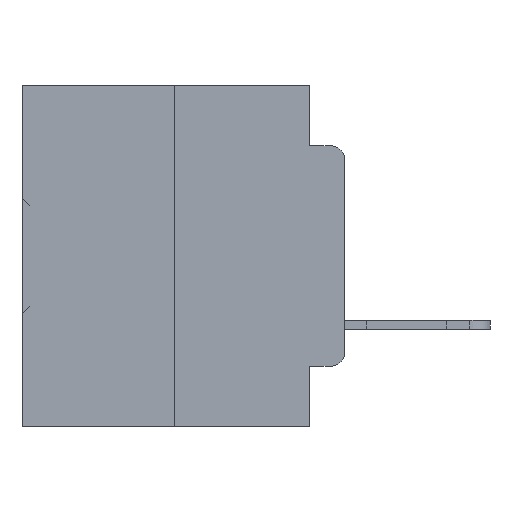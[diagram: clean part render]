
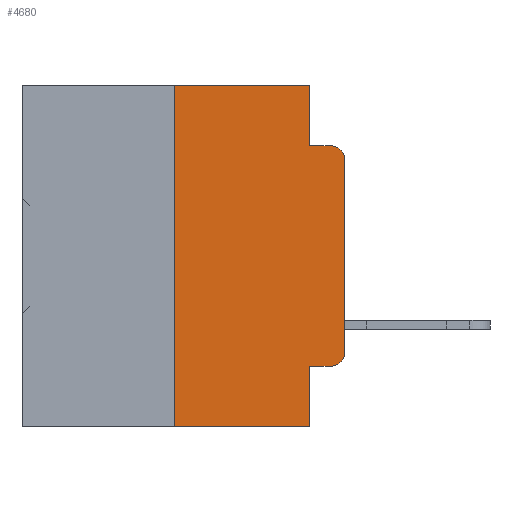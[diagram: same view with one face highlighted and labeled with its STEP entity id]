
A CAD part, left-side view. The second image highlights one B-rep face of the part: STEP entity #4680.
In plain terms, the highlighted planar face has unit normal (-1, 0, 0).
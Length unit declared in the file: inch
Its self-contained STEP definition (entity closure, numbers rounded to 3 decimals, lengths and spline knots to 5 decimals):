
#99 = LINE ( 'NONE', #22505, #15905 ) ;
#947 = LINE ( 'NONE', #5167, #3023 ) ;
#3023 = VECTOR ( 'NONE', #8339, 39.37008 ) ;
#3183 = CARTESIAN_POINT ( 'NONE',  ( 0., 0.473, -0.5 ) ) ;
#3577 = VERTEX_POINT ( 'NONE', #32000 ) ;
#3860 = DIRECTION ( 'NONE',  ( -1., 0., 0. ) ) ;
#3897 = DIRECTION ( 'NONE',  ( 0., 0., -1. ) ) ;
#3955 = CARTESIAN_POINT ( 'NONE',  ( 0., 0.02, -0.3915 ) ) ;
#4384 = CARTESIAN_POINT ( 'NONE',  ( 0., 0.051, -0.4115 ) ) ;
#4680 = ADVANCED_FACE ( 'NONE', ( #37626 ), #14485, .F. ) ;
#4837 = LINE ( 'NONE', #32577, #28186 ) ;
#5167 = CARTESIAN_POINT ( 'NONE',  ( 0., 0.051, -0.4115 ) ) ;
#7009 = CARTESIAN_POINT ( 'NONE',  ( 0., 0.473, 0. ) ) ;
#7429 = VERTEX_POINT ( 'NONE', #9223 ) ;
#7455 = CARTESIAN_POINT ( 'NONE',  ( 0., 0.02, -0.1085 ) ) ;
#8063 = VERTEX_POINT ( 'NONE', #26404 ) ;
#8279 = CIRCLE ( 'NONE', #31243, 0.02 ) ;
#8339 = DIRECTION ( 'NONE',  ( 0., -1., 0. ) ) ;
#9223 = CARTESIAN_POINT ( 'NONE',  ( 0., 0.25, -0.5 ) ) ;
#9282 = VECTOR ( 'NONE', #9827, 39.37008 ) ;
#9666 = EDGE_CURVE ( 'NONE', #27287, #3577, #31756, .T. ) ;
#9827 = DIRECTION ( 'NONE',  ( 0., -1., 0. ) ) ;
#10261 = LINE ( 'NONE', #25085, #9282 ) ;
#10611 = DIRECTION ( 'NONE',  ( 0., 0., -1. ) ) ;
#10715 = EDGE_CURVE ( 'NONE', #35549, #16468, #26395, .T. ) ;
#10804 = VECTOR ( 'NONE', #24787, 39.37008 ) ;
#11882 = VERTEX_POINT ( 'NONE', #36789 ) ;
#12294 = EDGE_CURVE ( 'NONE', #16468, #36104, #99, .T. ) ;
#13897 = LINE ( 'NONE', #7009, #14878 ) ;
#13956 = DIRECTION ( 'NONE',  ( 0., 0., -1. ) ) ;
#14016 = DIRECTION ( 'NONE',  ( 1., 0., 0. ) ) ;
#14063 = CARTESIAN_POINT ( 'NONE',  ( 0., 0.473, 0. ) ) ;
#14485 = PLANE ( 'NONE',  #14994 ) ;
#14878 = VECTOR ( 'NONE', #28235, 39.37008 ) ;
#14994 = AXIS2_PLACEMENT_3D ( 'NONE', #14063, #14016, #13956 ) ;
#15122 = EDGE_CURVE ( 'NONE', #7429, #32519, #4837, .T. ) ;
#15905 = VECTOR ( 'NONE', #22244, 39.37008 ) ;
#16129 = VECTOR ( 'NONE', #32602, 39.37008 ) ;
#16468 = VERTEX_POINT ( 'NONE', #23276 ) ;
#16733 = CARTESIAN_POINT ( 'NONE',  ( 0., 0., -0.1085 ) ) ;
#17194 = EDGE_CURVE ( 'NONE', #32519, #24853, #13897, .T. ) ;
#19199 = EDGE_CURVE ( 'NONE', #24853, #8063, #29153, .T. ) ;
#20298 = CARTESIAN_POINT ( 'NONE',  ( 0., 0.02, -0.4115 ) ) ;
#20842 = EDGE_CURVE ( 'NONE', #7429, #3577, #26906, .T. ) ;
#20979 = ORIENTED_EDGE ( 'NONE', *, *, #10715, .T. ) ;
#21338 = VECTOR ( 'NONE', #23213, 39.37008 ) ;
#21794 = AXIS2_PLACEMENT_3D ( 'NONE', #3955, #3860, #3897 ) ;
#22244 = DIRECTION ( 'NONE',  ( 0., 0., 1. ) ) ;
#22505 = CARTESIAN_POINT ( 'NONE',  ( 0., 0., 0. ) ) ;
#22657 = ORIENTED_EDGE ( 'NONE', *, *, #9666, .F. ) ;
#22985 = CARTESIAN_POINT ( 'NONE',  ( 0., 0.051, 0. ) ) ;
#23131 = ORIENTED_EDGE ( 'NONE', *, *, #30516, .T. ) ;
#23213 = DIRECTION ( 'NONE',  ( 0., 0., -1. ) ) ;
#23276 = CARTESIAN_POINT ( 'NONE',  ( 0., 0., -0.3915 ) ) ;
#24381 = ORIENTED_EDGE ( 'NONE', *, *, #20842, .T. ) ;
#24464 = ORIENTED_EDGE ( 'NONE', *, *, #15122, .F. ) ;
#24787 = DIRECTION ( 'NONE',  ( 0., -1., 0. ) ) ;
#24853 = VERTEX_POINT ( 'NONE', #22985 ) ;
#25085 = CARTESIAN_POINT ( 'NONE',  ( 0., 0.051, -0.0885 ) ) ;
#25109 = ORIENTED_EDGE ( 'NONE', *, *, #17194, .F. ) ;
#25291 = EDGE_CURVE ( 'NONE', #8063, #11882, #10261, .T. ) ;
#25333 = ORIENTED_EDGE ( 'NONE', *, *, #19199, .F. ) ;
#25842 = ORIENTED_EDGE ( 'NONE', *, *, #25291, .F. ) ;
#25913 = ORIENTED_EDGE ( 'NONE', *, *, #34717, .T. ) ;
#26214 = ORIENTED_EDGE ( 'NONE', *, *, #12294, .T. ) ;
#26395 = CIRCLE ( 'NONE', #21794, 0.02 ) ;
#26404 = CARTESIAN_POINT ( 'NONE',  ( 0., 0.051, -0.0885 ) ) ;
#26413 = CARTESIAN_POINT ( 'NONE',  ( 0., 0.25, 0. ) ) ;
#26906 = LINE ( 'NONE', #3183, #10804 ) ;
#27287 = VERTEX_POINT ( 'NONE', #4384 ) ;
#28186 = VECTOR ( 'NONE', #32374, 39.37008 ) ;
#28235 = DIRECTION ( 'NONE',  ( 0., -1., 0. ) ) ;
#28632 = DIRECTION ( 'NONE',  ( -1., 0., 0. ) ) ;
#28924 = CARTESIAN_POINT ( 'NONE',  ( 0., 0.051, 0. ) ) ;
#29153 = LINE ( 'NONE', #28924, #21338 ) ;
#30516 = EDGE_CURVE ( 'NONE', #27287, #35549, #947, .T. ) ;
#31243 = AXIS2_PLACEMENT_3D ( 'NONE', #7455, #28632, #10611 ) ;
#31756 = LINE ( 'NONE', #33080, #16129 ) ;
#32000 = CARTESIAN_POINT ( 'NONE',  ( 0., 0.051, -0.5 ) ) ;
#32374 = DIRECTION ( 'NONE',  ( 0., 0., 1. ) ) ;
#32519 = VERTEX_POINT ( 'NONE', #26413 ) ;
#32577 = CARTESIAN_POINT ( 'NONE',  ( 0., 0.25, 0. ) ) ;
#32602 = DIRECTION ( 'NONE',  ( 0., 0., -1. ) ) ;
#33080 = CARTESIAN_POINT ( 'NONE',  ( 0., 0.051, 0. ) ) ;
#34717 = EDGE_CURVE ( 'NONE', #36104, #11882, #8279, .T. ) ;
#35549 = VERTEX_POINT ( 'NONE', #20298 ) ;
#36104 = VERTEX_POINT ( 'NONE', #16733 ) ;
#36789 = CARTESIAN_POINT ( 'NONE',  ( 0., 0.02, -0.0885 ) ) ;
#37626 = FACE_OUTER_BOUND ( 'NONE', #38192, .T. ) ;
#38192 = EDGE_LOOP ( 'NONE', ( #26214, #25913, #25842, #25333, #25109, #24464, #24381, #22657, #23131, #20979 ) ) ;
